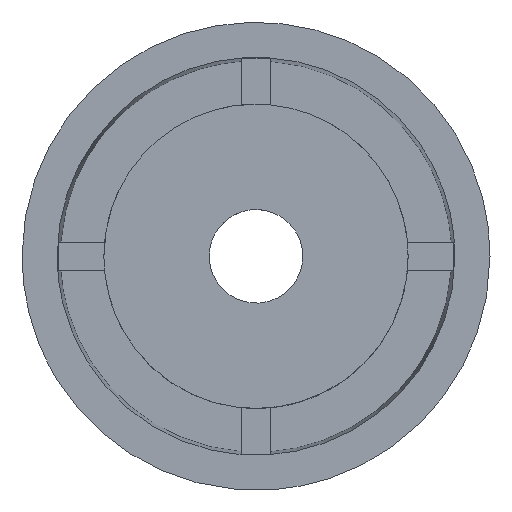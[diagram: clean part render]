
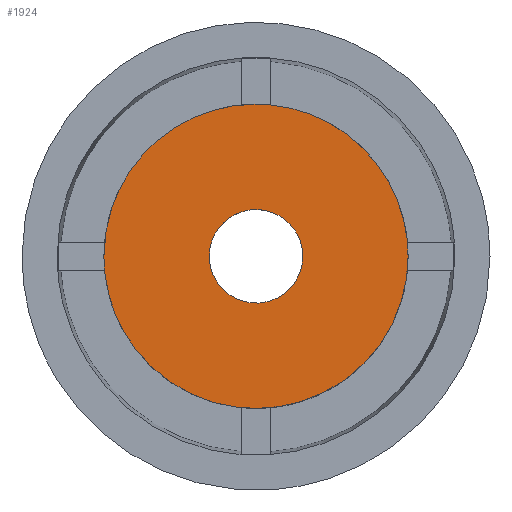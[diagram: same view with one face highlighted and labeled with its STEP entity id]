
A CAD part, top view. The second image highlights one B-rep face of the part: STEP entity #1924.
In plain terms, the highlighted free-form (B-spline) face has degree [1, 1] with [2, 2] control points.
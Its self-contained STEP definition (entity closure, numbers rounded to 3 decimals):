
#438=CARTESIAN_POINT('',(-5.405,3.611,8.));
#439=VERTEX_POINT('',#438);
#440=CARTESIAN_POINT('',(6.5,0.0,8.));
#441=VERTEX_POINT('',#440);
#442=CARTESIAN_POINT('',(-5.405,3.611,8.));
#443=CARTESIAN_POINT('',(-3.475,6.5,8.));
#444=CARTESIAN_POINT('',(0.0,6.5,8.));
#445=CARTESIAN_POINT('',(6.5,6.5,8.));
#446=CARTESIAN_POINT('',(6.5,0.0,8.));
#454=(BOUNDED_CURVE()B_SPLINE_CURVE(2,(#442,#443,#444,#445,#446),.UNSPECIFIED.,.F.,.U.)B_SPLINE_CURVE_WITH_KNOTS((3,2,3),(0.095,0.25,0.5),.UNSPECIFIED.)CURVE()GEOMETRIC_REPRESENTATION_ITEM()RATIONAL_B_SPLINE_CURVE((0.862,0.819,1.0,0.707,1.0))REPRESENTATION_ITEM(''));
#455=EDGE_CURVE('',#439,#441,#454,.T.);
#457=CARTESIAN_POINT('',(-4.499,-4.692,8.));
#458=VERTEX_POINT('',#457);
#459=CARTESIAN_POINT('',(6.5,0.0,8.));
#460=CARTESIAN_POINT('',(6.5,-6.5,8.));
#461=CARTESIAN_POINT('',(0.0,-6.5,8.));
#462=CARTESIAN_POINT('',(-2.613,-6.5,8.));
#463=CARTESIAN_POINT('',(-4.499,-4.692,8.));
#471=(BOUNDED_CURVE()B_SPLINE_CURVE(2,(#459,#460,#461,#462,#463),.UNSPECIFIED.,.F.,.U.)B_SPLINE_CURVE_WITH_KNOTS((3,2,3),(0.5,0.75,0.872),.UNSPECIFIED.)CURVE()GEOMETRIC_REPRESENTATION_ITEM()RATIONAL_B_SPLINE_CURVE((1.0,0.707,1.0,0.857,0.854))REPRESENTATION_ITEM(''));
#472=EDGE_CURVE('',#441,#458,#471,.T.);
#650=CARTESIAN_POINT('',(-6.5,0.0,8.));
#651=VERTEX_POINT('',#650);
#652=CARTESIAN_POINT('',(-6.5,0.0,8.));
#653=CARTESIAN_POINT('',(-6.5,1.971,8.));
#654=CARTESIAN_POINT('',(-5.405,3.611,8.));
#662=(BOUNDED_CURVE()B_SPLINE_CURVE(2,(#652,#653,#654),.UNSPECIFIED.,.F.,.U.)B_SPLINE_CURVE_WITH_KNOTS((3,3),(0.0,0.095),.UNSPECIFIED.)CURVE()GEOMETRIC_REPRESENTATION_ITEM()RATIONAL_B_SPLINE_CURVE((1.0,0.888,0.862))REPRESENTATION_ITEM(''));
#663=EDGE_CURVE('',#651,#439,#662,.T.);
#724=CARTESIAN_POINT('',(-4.499,-4.692,8.));
#725=CARTESIAN_POINT('',(-6.5,-2.773,8.));
#726=CARTESIAN_POINT('',(-6.5,0.0,8.));
#734=(BOUNDED_CURVE()B_SPLINE_CURVE(2,(#724,#725,#726),.UNSPECIFIED.,.F.,.U.)B_SPLINE_CURVE_WITH_KNOTS((3,3),(0.872,1.0),.UNSPECIFIED.)CURVE()GEOMETRIC_REPRESENTATION_ITEM()RATIONAL_B_SPLINE_CURVE((0.854,0.85,1.0))REPRESENTATION_ITEM(''));
#735=EDGE_CURVE('',#458,#651,#734,.T.);
#762=CARTESIAN_POINT('',(-0.236,1.986,8.));
#763=VERTEX_POINT('',#762);
#764=CARTESIAN_POINT('',(2.0,0.0,8.));
#765=VERTEX_POINT('',#764);
#766=CARTESIAN_POINT('',(-0.236,1.986,8.));
#767=CARTESIAN_POINT('',(-0.118,2.,8.));
#768=CARTESIAN_POINT('',(0.0,2.0,8.));
#769=CARTESIAN_POINT('',(2.,2.,8.));
#770=CARTESIAN_POINT('',(2.0,0.0,8.));
#778=(BOUNDED_CURVE()B_SPLINE_CURVE(2,(#766,#767,#768,#769,#770),.UNSPECIFIED.,.F.,.U.)B_SPLINE_CURVE_WITH_KNOTS((3,2,3),(0.23,0.25,0.5),.UNSPECIFIED.)CURVE()GEOMETRIC_REPRESENTATION_ITEM()RATIONAL_B_SPLINE_CURVE((0.956,0.976,1.0,0.707,1.0))REPRESENTATION_ITEM(''));
#779=EDGE_CURVE('',#763,#765,#778,.T.);
#820=CARTESIAN_POINT('',(0.122,-1.996,8.));
#821=VERTEX_POINT('',#820);
#827=CARTESIAN_POINT('',(2.0,0.0,8.));
#828=CARTESIAN_POINT('',(2.,-1.881,8.));
#829=CARTESIAN_POINT('',(0.122,-1.996,8.));
#837=(BOUNDED_CURVE()B_SPLINE_CURVE(2,(#827,#828,#829),.UNSPECIFIED.,.F.,.U.)B_SPLINE_CURVE_WITH_KNOTS((3,3),(0.5,0.739),.UNSPECIFIED.)CURVE()GEOMETRIC_REPRESENTATION_ITEM()RATIONAL_B_SPLINE_CURVE((1.0,0.72,0.976))REPRESENTATION_ITEM(''));
#838=EDGE_CURVE('',#765,#821,#837,.T.);
#861=CARTESIAN_POINT('',(-2.0,0.0,8.));
#862=VERTEX_POINT('',#861);
#863=CARTESIAN_POINT('',(-2.0,0.0,8.));
#864=CARTESIAN_POINT('',(-2.,1.776,8.));
#865=CARTESIAN_POINT('',(-0.236,1.986,8.));
#873=(BOUNDED_CURVE()B_SPLINE_CURVE(2,(#863,#864,#865),.UNSPECIFIED.,.F.,.U.)B_SPLINE_CURVE_WITH_KNOTS((3,3),(0.0,0.23),.UNSPECIFIED.)CURVE()GEOMETRIC_REPRESENTATION_ITEM()RATIONAL_B_SPLINE_CURVE((1.0,0.731,0.956))REPRESENTATION_ITEM(''));
#874=EDGE_CURVE('',#862,#763,#873,.T.);
#876=CARTESIAN_POINT('',(0.122,-1.996,8.));
#877=CARTESIAN_POINT('',(0.061,-2.,8.));
#878=CARTESIAN_POINT('',(0.0,-2.0,8.));
#879=CARTESIAN_POINT('',(-2.,-2.,8.));
#880=CARTESIAN_POINT('',(-2.0,0.0,8.));
#888=(BOUNDED_CURVE()B_SPLINE_CURVE(2,(#876,#877,#878,#879,#880),.UNSPECIFIED.,.F.,.U.)B_SPLINE_CURVE_WITH_KNOTS((3,2,3),(0.739,0.75,1.0),.UNSPECIFIED.)CURVE()GEOMETRIC_REPRESENTATION_ITEM()RATIONAL_B_SPLINE_CURVE((0.976,0.988,1.0,0.707,1.0))REPRESENTATION_ITEM(''));
#889=EDGE_CURVE('',#821,#862,#888,.T.);
#1907=CARTESIAN_POINT('',(7.149,-7.148,8.));
#1908=CARTESIAN_POINT('',(-7.149,-7.148,8.));
#1909=CARTESIAN_POINT('',(7.149,7.144,8.));
#1910=CARTESIAN_POINT('',(-7.149,7.144,8.));
#1911=B_SPLINE_SURFACE_WITH_KNOTS('',1,1,((#1907,#1909),(#1908,#1910)),.UNSPECIFIED.,.F.,.F.,.U.,(2,2),(2,2),(0.0,14.299),(0.0,14.293),.UNSPECIFIED.);
#1912=ORIENTED_EDGE('',*,*,#735,.F.);
#1913=ORIENTED_EDGE('',*,*,#472,.F.);
#1914=ORIENTED_EDGE('',*,*,#455,.F.);
#1915=ORIENTED_EDGE('',*,*,#663,.F.);
#1916=EDGE_LOOP('',(#1912,#1913,#1914,#1915));
#1917=FACE_OUTER_BOUND('',#1916,.T.);
#1918=ORIENTED_EDGE('',*,*,#838,.T.);
#1919=ORIENTED_EDGE('',*,*,#889,.T.);
#1920=ORIENTED_EDGE('',*,*,#874,.T.);
#1921=ORIENTED_EDGE('',*,*,#779,.T.);
#1922=EDGE_LOOP('',(#1918,#1919,#1920,#1921));
#1923=FACE_BOUND('',#1922,.T.);
#1924=ADVANCED_FACE('',(#1917,#1923),#1911,.F.);
